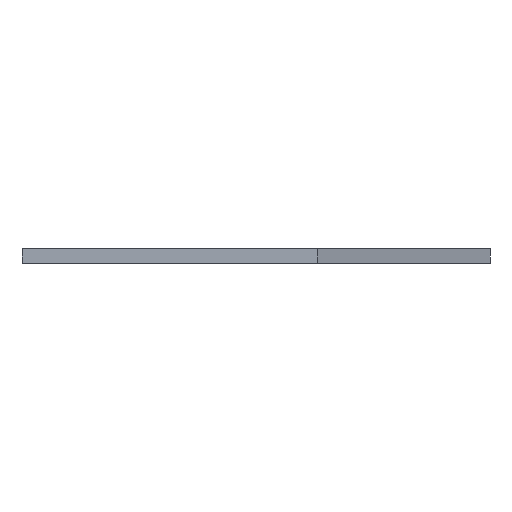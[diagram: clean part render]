
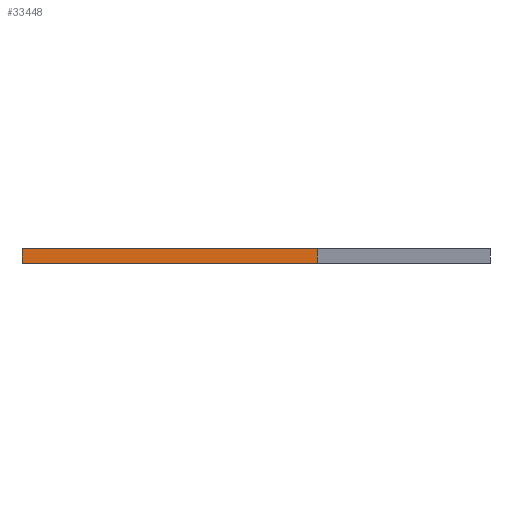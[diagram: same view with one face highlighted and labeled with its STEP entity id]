
A CAD part, left-side view. The second image highlights one B-rep face of the part: STEP entity #33448.
In plain terms, the highlighted planar face has unit normal (-1, 0, 0).
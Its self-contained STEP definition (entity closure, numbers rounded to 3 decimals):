
#2306=PLANE('',#36326);
#4019=FACE_OUTER_BOUND('',#5875,.T.);
#5875=EDGE_LOOP('',(#31698,#31699,#31700,#31701));
#5889=LINE('',#45220,#9025);
#6942=LINE('',#51154,#10078);
#9012=LINE('',#57205,#12148);
#9013=LINE('',#57207,#12149);
#9025=VECTOR('',#36350,10.);
#10078=VECTOR('',#38547,10.);
#12148=VECTOR('',#45177,10.);
#12149=VECTOR('',#45180,10.);
#13539=VERTEX_POINT('',#45217);
#13540=VERTEX_POINT('',#45219);
#15136=VERTEX_POINT('',#51151);
#15137=VERTEX_POINT('',#51153);
#16847=EDGE_CURVE('',#13539,#13540,#5889,.T.);
#18789=EDGE_CURVE('',#15136,#15137,#6942,.T.);
#21797=EDGE_CURVE('',#15137,#13539,#9012,.T.);
#21798=EDGE_CURVE('',#15136,#13540,#9013,.T.);
#31698=ORIENTED_EDGE('',*,*,#21797,.F.);
#31699=ORIENTED_EDGE('',*,*,#18789,.F.);
#31700=ORIENTED_EDGE('',*,*,#21798,.T.);
#31701=ORIENTED_EDGE('',*,*,#16847,.F.);
#33448=ADVANCED_FACE('',(#4019),#2306,.T.);
#36326=AXIS2_PLACEMENT_3D('',#57206,#45178,#45179);
#36350=DIRECTION('',(0.,1.,0.));
#38547=DIRECTION('',(0.,-1.,0.));
#45177=DIRECTION('',(0.,0.,-1.));
#45178=DIRECTION('center_axis',(-1.,0.,0.));
#45179=DIRECTION('ref_axis',(0.,-1.,0.));
#45180=DIRECTION('',(0.,0.,-1.));
#45217=CARTESIAN_POINT('',(36.45,-116.032,-3.5));
#45219=CARTESIAN_POINT('',(36.45,-44.477,-3.5));
#45220=CARTESIAN_POINT('',(36.45,-44.477,-3.5));
#51151=CARTESIAN_POINT('',(36.45,-44.477,-0.1));
#51153=CARTESIAN_POINT('',(36.45,-116.032,-0.1));
#51154=CARTESIAN_POINT('',(36.45,-44.477,-0.1));
#57205=CARTESIAN_POINT('',(36.45,-116.032,-2.5));
#57206=CARTESIAN_POINT('Origin',(36.45,-44.477,-2.5));
#57207=CARTESIAN_POINT('',(36.45,-44.477,-2.5));
